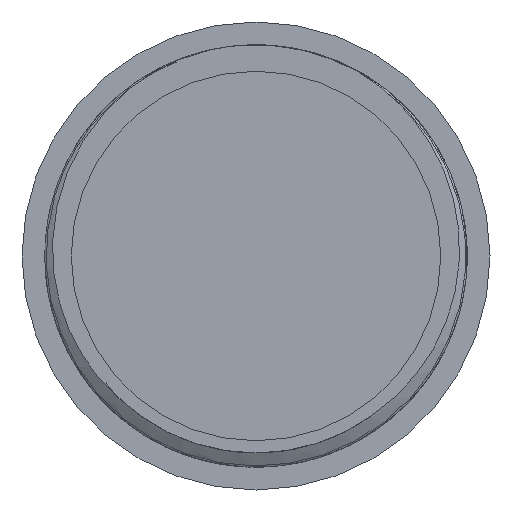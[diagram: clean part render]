
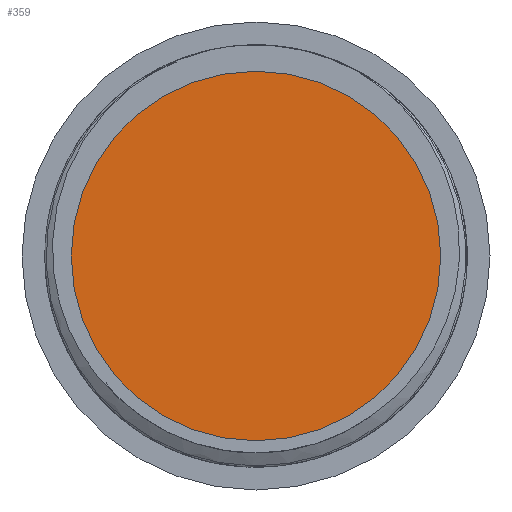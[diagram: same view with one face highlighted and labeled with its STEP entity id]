
A CAD part, front view. The second image highlights one B-rep face of the part: STEP entity #359.
In plain terms, the highlighted planar face has unit normal (0, -1, 0).
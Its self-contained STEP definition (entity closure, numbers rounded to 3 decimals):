
#21=PLANE('',#397);
#35=FACE_OUTER_BOUND('',#57,.T.);
#57=EDGE_LOOP('',(#267));
#73=CIRCLE('',#398,29.6);
#161=VERTEX_POINT('',#824);
#205=EDGE_CURVE('',#161,#161,#73,.T.);
#267=ORIENTED_EDGE('',*,*,#205,.T.);
#359=ADVANCED_FACE('',(#35),#21,.F.);
#397=AXIS2_PLACEMENT_3D('',#823,#447,#448);
#398=AXIS2_PLACEMENT_3D('',#825,#449,#450);
#447=DIRECTION('center_axis',(0.,1.,0.));
#448=DIRECTION('ref_axis',(1.,0.,0.));
#449=DIRECTION('center_axis',(0.,-1.,0.));
#450=DIRECTION('ref_axis',(1.,0.,0.));
#823=CARTESIAN_POINT('Origin',(0.,0.,0.));
#824=CARTESIAN_POINT('',(-29.6,0.,0.));
#825=CARTESIAN_POINT('Origin',(0.,0.,0.));
